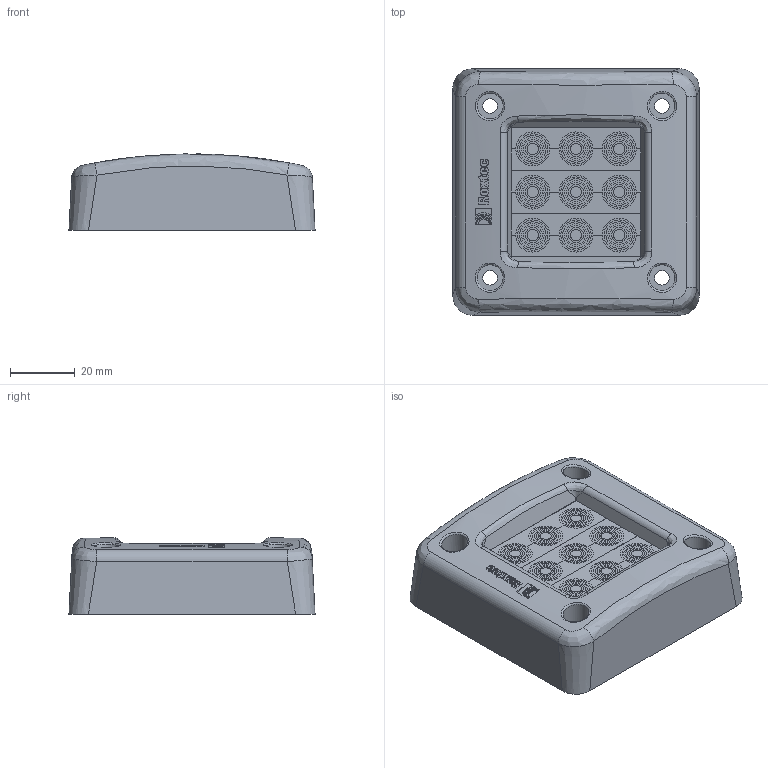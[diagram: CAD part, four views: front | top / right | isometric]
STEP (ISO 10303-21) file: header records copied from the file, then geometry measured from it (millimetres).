
FILE_DESCRIPTION(/* description */ (''),/* implementation_level */ '2;1');
FILE_NAME(/* name */ 'EZ00000000490.stp',/* time_stamp */ '2021-01-21T16:17:28+01:00',/* author */ ('LA'),/* organization */ (''),/* preprocessor_version */ 'ST-DEVELOPER v17.2',/* originating_system */ 'Autodesk Inventor 2019',/* authorisation */ '');
FILE_SCHEMA (('AUTOMOTIVE_DESIGN { 1 0 10303 214 3 1 1 }'));
Length unit declared in the file: centimetre
Products named in the file (1): Part14
Bounding box: 76 x 76 x 23.49 mm (x, y, z)
Volume: 105004.1 mm3; surface area: 20317.6 mm2
Topology: 1 solids, 1 shells, 428 faces, 991 edges, 578 vertices
Faces by surface type: plane 328, bspline 69, cylinder 27, cone 4
Full cylindrical faces by diameter (mm): 4.5 x4, 8 x4, 51 x1
Entity records: 14312 total; most frequent: CARTESIAN_POINT 4369, ORIENTED_EDGE 1974, DIRECTION 1936, EDGE_CURVE 987, AXIS2_PLACEMENT_3D 724, VERTEX_POINT 578, LINE 488, VECTOR 488
